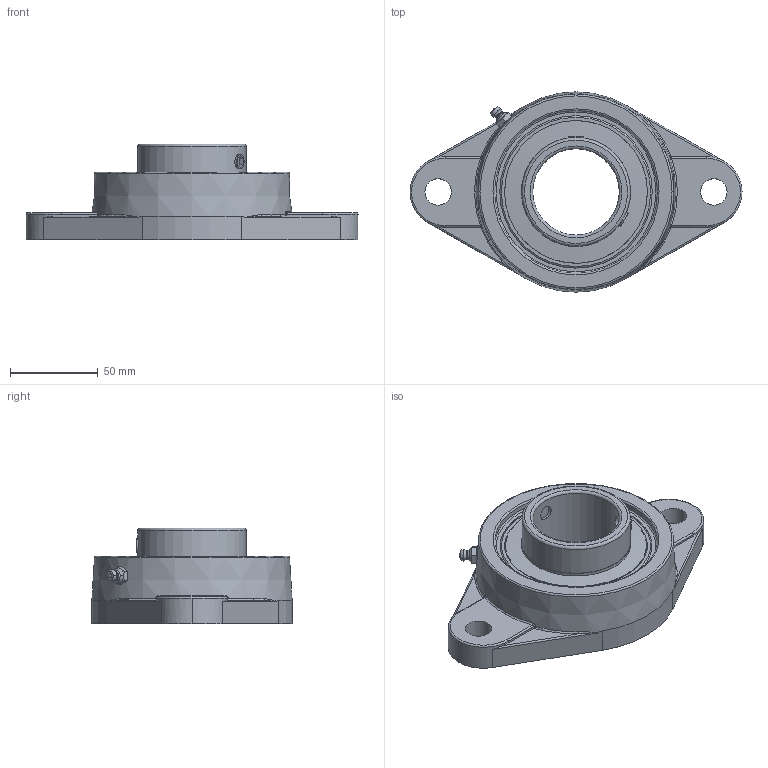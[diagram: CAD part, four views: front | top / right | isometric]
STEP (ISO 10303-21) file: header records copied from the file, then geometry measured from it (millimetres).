
FILE_DESCRIPTION(('HOOPS Exchange Step'),'2;1');
FILE_NAME('export-ED02DF12-B570-4745-B9CC-1123A014B8FB.stp','2019-12-13T09:31:53-08:00',('ibuslach'),('Alibre'),'HOOPS Exchange 2019.2','Alibre','Unknown authorisation');
FILE_SCHEMA( ('AP242_MANAGED_MODEL_BASED_3D_ENGINEERING_MIM_LF {1 0 10303 442 1 1 4 }') );
Length unit declared in the file: centimetre
Products named in the file (7): MRN SFT 210; UCP ZERK 6mm; SUC 210-31 RACES; SUC 210 SHIELD; SUC 210 SS; MRN SUC 210-31; MRN SUCFT 210-31
Assembly tree (8 placements, depth 3):
  MRN SUCFT 210-31
    MRN SFT 210
    UCP ZERK 6mm
    MRN SUC 210-31
      SUC 210-31 RACES
      SUC 210 SHIELD  x2
      SUC 210 SS  x2
Bounding box: 189 x 114 x 54.6 mm (x, y, z)
Volume: 269515.4 mm3; surface area: 88369.4 mm2
Topology: 8 solids, 8 shells, 176 faces, 457 edges, 294 vertices
Faces by surface type: plane 60, cylinder 48, torus 26, cone 19, bspline 16, sphere 7
Full cylindrical faces by diameter (mm): 1.507 x2, 6 x2, 8.382 x4, 15 x2, 49.212 x1, 61.722 x3, 62.23 x2, 81.28 x3, 92.741 x1, 94.741 x1
Entity records: 13610 total; most frequent: CARTESIAN_POINT 9567, DIRECTION 827, ORIENTED_EDGE 816, EDGE_CURVE 408, AXIS2_PLACEMENT_3D 350, VERTEX_POINT 263, CIRCLE 186, EDGE_LOOP 181
